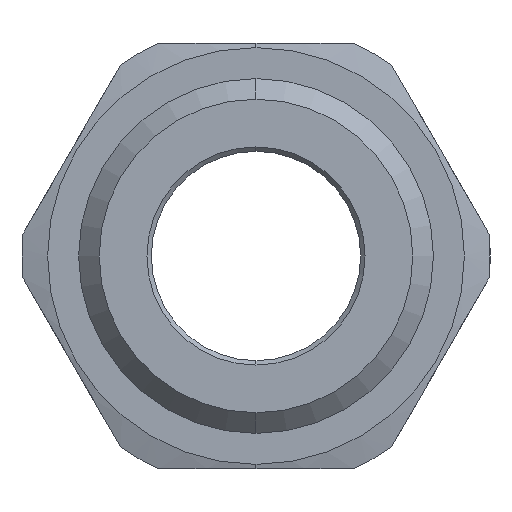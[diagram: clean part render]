
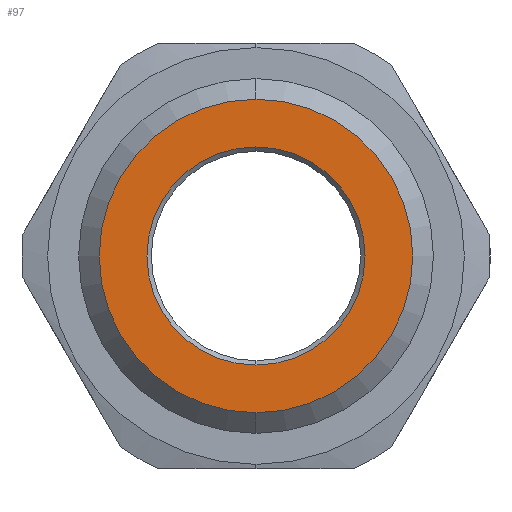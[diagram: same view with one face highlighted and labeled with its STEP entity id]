
A CAD part, left-side view. The second image highlights one B-rep face of the part: STEP entity #97.
In plain terms, the highlighted planar face has unit normal (-1, 0, 0).
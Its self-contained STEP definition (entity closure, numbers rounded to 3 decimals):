
#97 = ADVANCED_FACE ( 'NONE', ( #2143, #192 ), #1961, .F. ) ;
#181 = ORIENTED_EDGE ( 'NONE', *, *, #2372, .T. ) ;
#192 = FACE_OUTER_BOUND ( 'NONE', #1197, .T. ) ;
#637 = DIRECTION ( 'NONE',  ( 0., 0., -1. ) ) ;
#642 = CARTESIAN_POINT ( 'NONE',  ( 0., 0., 8.84 ) ) ;
#733 = VERTEX_POINT ( 'NONE', #642 ) ;
#758 = ORIENTED_EDGE ( 'NONE', *, *, #1728, .T. ) ;
#827 = CIRCLE ( 'NONE', #1978, 6.15 ) ;
#893 = DIRECTION ( 'NONE',  ( 1., 0., 0. ) ) ;
#898 = VERTEX_POINT ( 'NONE', #1261 ) ;
#921 = CIRCLE ( 'NONE', #1133, 8.84 ) ;
#1007 = CIRCLE ( 'NONE', #1922, 8.84 ) ;
#1133 = AXIS2_PLACEMENT_3D ( 'NONE', #2150, #2388, #2890 ) ;
#1197 = EDGE_LOOP ( 'NONE', ( #1493, #2267 ) ) ;
#1252 = DIRECTION ( 'NONE',  ( 1., 0., 0. ) ) ;
#1261 = CARTESIAN_POINT ( 'NONE',  ( 0., 0., -8.84 ) ) ;
#1493 = ORIENTED_EDGE ( 'NONE', *, *, #3094, .T. ) ;
#1622 = VERTEX_POINT ( 'NONE', #1805 ) ;
#1650 = DIRECTION ( 'NONE',  ( 0., 0., -1. ) ) ;
#1702 = VERTEX_POINT ( 'NONE', #1888 ) ;
#1728 = EDGE_CURVE ( 'NONE', #1702, #1622, #2210, .T. ) ;
#1805 = CARTESIAN_POINT ( 'NONE',  ( 0., 0., -6.15 ) ) ;
#1888 = CARTESIAN_POINT ( 'NONE',  ( 0., 0., 6.15 ) ) ;
#1917 = DIRECTION ( 'NONE',  ( 1., 0., 0. ) ) ;
#1922 = AXIS2_PLACEMENT_3D ( 'NONE', #2708, #2174, #637 ) ;
#1961 = PLANE ( 'NONE',  #2822 ) ;
#1978 = AXIS2_PLACEMENT_3D ( 'NONE', #2552, #1252, #2545 ) ;
#2087 = EDGE_CURVE ( 'NONE', #733, #898, #1007, .T. ) ;
#2143 = FACE_BOUND ( 'NONE', #2800, .T. ) ;
#2150 = CARTESIAN_POINT ( 'NONE',  ( 0., 0., 0. ) ) ;
#2174 = DIRECTION ( 'NONE',  ( -1., 0., 0. ) ) ;
#2210 = CIRCLE ( 'NONE', #2509, 6.15 ) ;
#2267 = ORIENTED_EDGE ( 'NONE', *, *, #2087, .T. ) ;
#2372 = EDGE_CURVE ( 'NONE', #1622, #1702, #827, .T. ) ;
#2388 = DIRECTION ( 'NONE',  ( -1., 0., 0. ) ) ;
#2439 = CARTESIAN_POINT ( 'NONE',  ( 0., 0., 0. ) ) ;
#2509 = AXIS2_PLACEMENT_3D ( 'NONE', #2439, #893, #2701 ) ;
#2545 = DIRECTION ( 'NONE',  ( 0., 0., -1. ) ) ;
#2552 = CARTESIAN_POINT ( 'NONE',  ( 0., 0., 0. ) ) ;
#2701 = DIRECTION ( 'NONE',  ( 0., 0., -1. ) ) ;
#2708 = CARTESIAN_POINT ( 'NONE',  ( 0., 0., 0. ) ) ;
#2800 = EDGE_LOOP ( 'NONE', ( #758, #181 ) ) ;
#2822 = AXIS2_PLACEMENT_3D ( 'NONE', #3229, #1917, #1650 ) ;
#2890 = DIRECTION ( 'NONE',  ( 0., 0., -1. ) ) ;
#3094 = EDGE_CURVE ( 'NONE', #898, #733, #921, .T. ) ;
#3229 = CARTESIAN_POINT ( 'NONE',  ( 0., 0., 0. ) ) ;
